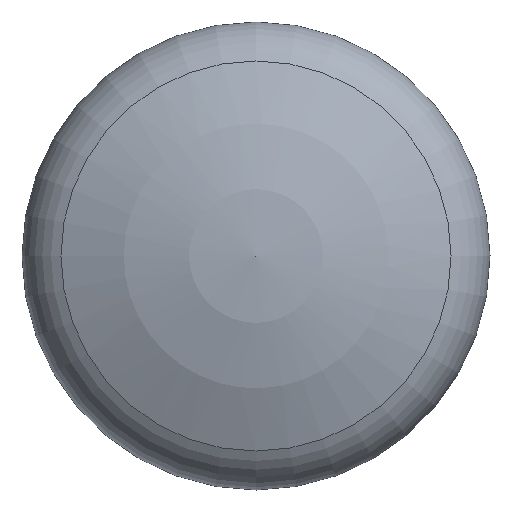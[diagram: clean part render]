
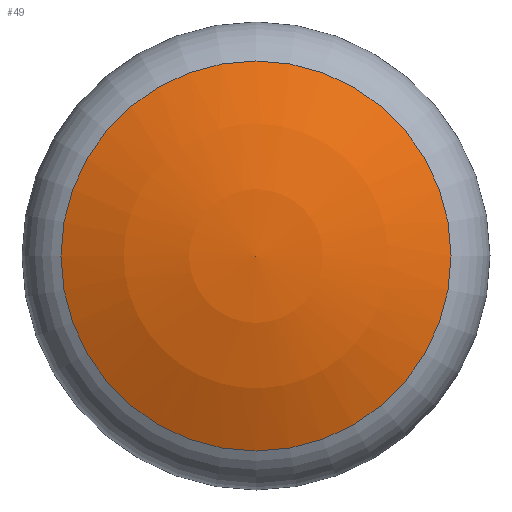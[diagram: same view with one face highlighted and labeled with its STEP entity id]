
A CAD part, left-side view. The second image highlights one B-rep face of the part: STEP entity #49.
In plain terms, the highlighted spherical face has radius 35 mm.
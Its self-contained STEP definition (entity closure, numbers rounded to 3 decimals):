
#49 = ADVANCED_FACE( '', ( #100, #101 ), #102, .T. );
#100 = FACE_BOUND( '', #143, .T. );
#101 = FACE_OUTER_BOUND( '', #144, .T. );
#102 = SPHERICAL_SURFACE( '', #145, 35. );
#143 = VERTEX_LOOP( '', #196 );
#144 = EDGE_LOOP( '', ( #197 ) );
#145 = AXIS2_PLACEMENT_3D( '', #198, #199, #200 );
#196 = VERTEX_POINT( '', #219 );
#197 = ORIENTED_EDGE( '', *, *, #214, .F. );
#198 = CARTESIAN_POINT( '', ( 24.5, 0., 0. ) );
#199 = DIRECTION( '', ( 1., 0., 0. ) );
#200 = DIRECTION( '', ( 0., 1., 0. ) );
#214 = EDGE_CURVE( '', #240, #240, #241, .T. );
#219 = CARTESIAN_POINT( '', ( -10.5, 0., 0. ) );
#240 = VERTEX_POINT( '', #265 );
#241 = CIRCLE( '', #266, 14.583 );
#265 = CARTESIAN_POINT( '', ( -7.317, 0., -14.583 ) );
#266 = AXIS2_PLACEMENT_3D( '', #291, #292, #293 );
#291 = CARTESIAN_POINT( '', ( -7.317, 0., 0. ) );
#292 = DIRECTION( '', ( 1., 0., 0. ) );
#293 = DIRECTION( '', ( 0., 0., -1. ) );
